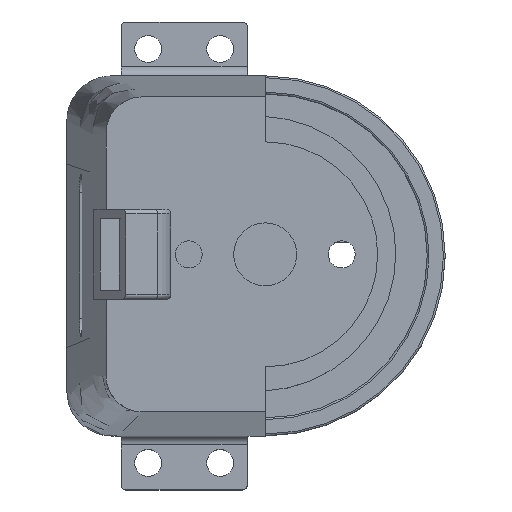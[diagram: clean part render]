
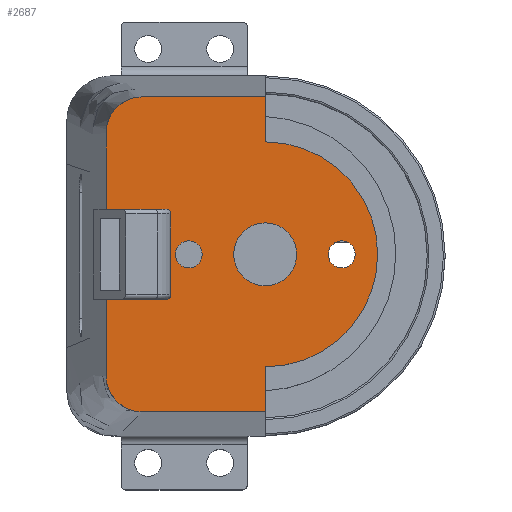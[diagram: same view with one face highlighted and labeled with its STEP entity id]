
A CAD part, top view. The second image highlights one B-rep face of the part: STEP entity #2687.
In plain terms, the highlighted planar face has unit normal (0, 0, 1).
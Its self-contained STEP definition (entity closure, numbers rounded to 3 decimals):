
#146=FACE_BOUND('',#340,.T.);
#147=FACE_BOUND('',#341,.T.);
#148=FACE_BOUND('',#342,.T.);
#149=FACE_BOUND('',#343,.T.);
#186=FACE_OUTER_BOUND('',#339,.T.);
#339=EDGE_LOOP('',(#1840,#1841,#1842,#1843,#1844,#1845,#1846,#1847,#1848,
#1849,#1850,#1851,#1852));
#340=EDGE_LOOP('',(#1853));
#341=EDGE_LOOP('',(#1854));
#342=EDGE_LOOP('',(#1855));
#343=EDGE_LOOP('',(#1856,#1857,#1858,#1859,#1860,#1861));
#521=CIRCLE('',#2870,12.5);
#522=CIRCLE('',#2871,17.5);
#523=CIRCLE('',#2872,4.);
#524=CIRCLE('',#2873,4.);
#525=CIRCLE('',#2874,4.);
#526=CIRCLE('',#2875,4.);
#527=CIRCLE('',#2876,1.5);
#528=CIRCLE('',#2877,1.5);
#529=CIRCLE('',#2878,3.5);
#530=CIRCLE('',#2879,0.5);
#531=CIRCLE('',#2880,0.5);
#642=LINE('',#3918,#888);
#643=LINE('',#3922,#889);
#644=LINE('',#3926,#890);
#645=LINE('',#3930,#891);
#646=LINE('',#3934,#892);
#647=LINE('',#3938,#893);
#648=LINE('',#3941,#894);
#649=LINE('',#3950,#895);
#650=LINE('',#3952,#896);
#651=LINE('',#3954,#897);
#652=LINE('',#3958,#898);
#888=VECTOR('',#3175,10.);
#889=VECTOR('',#3178,10.);
#890=VECTOR('',#3181,10.);
#891=VECTOR('',#3184,10.);
#892=VECTOR('',#3187,10.);
#893=VECTOR('',#3190,10.);
#894=VECTOR('',#3193,10.);
#895=VECTOR('',#3200,10.);
#896=VECTOR('',#3201,10.);
#897=VECTOR('',#3202,10.);
#898=VECTOR('',#3205,10.);
#1138=VERTEX_POINT('',#3916);
#1139=VERTEX_POINT('',#3917);
#1140=VERTEX_POINT('',#3919);
#1141=VERTEX_POINT('',#3921);
#1142=VERTEX_POINT('',#3923);
#1143=VERTEX_POINT('',#3925);
#1144=VERTEX_POINT('',#3927);
#1145=VERTEX_POINT('',#3929);
#1146=VERTEX_POINT('',#3931);
#1147=VERTEX_POINT('',#3933);
#1148=VERTEX_POINT('',#3935);
#1149=VERTEX_POINT('',#3937);
#1150=VERTEX_POINT('',#3939);
#1151=VERTEX_POINT('',#3942);
#1152=VERTEX_POINT('',#3944);
#1153=VERTEX_POINT('',#3946);
#1154=VERTEX_POINT('',#3948);
#1155=VERTEX_POINT('',#3949);
#1156=VERTEX_POINT('',#3951);
#1157=VERTEX_POINT('',#3953);
#1158=VERTEX_POINT('',#3955);
#1159=VERTEX_POINT('',#3957);
#1415=EDGE_CURVE('',#1138,#1139,#642,.T.);
#1416=EDGE_CURVE('',#1140,#1139,#521,.T.);
#1417=EDGE_CURVE('',#1140,#1141,#643,.T.);
#1418=EDGE_CURVE('',#1141,#1142,#522,.T.);
#1419=EDGE_CURVE('',#1142,#1143,#644,.T.);
#1420=EDGE_CURVE('',#1143,#1144,#523,.T.);
#1421=EDGE_CURVE('',#1144,#1145,#645,.T.);
#1422=EDGE_CURVE('',#1146,#1145,#524,.T.);
#1423=EDGE_CURVE('',#1147,#1146,#646,.T.);
#1424=EDGE_CURVE('',#1148,#1147,#525,.T.);
#1425=EDGE_CURVE('',#1148,#1149,#647,.T.);
#1426=EDGE_CURVE('',#1149,#1150,#526,.T.);
#1427=EDGE_CURVE('',#1150,#1138,#648,.T.);
#1428=EDGE_CURVE('',#1151,#1151,#527,.T.);
#1429=EDGE_CURVE('',#1152,#1152,#528,.T.);
#1430=EDGE_CURVE('',#1153,#1153,#529,.T.);
#1431=EDGE_CURVE('',#1154,#1155,#649,.T.);
#1432=EDGE_CURVE('',#1155,#1156,#650,.T.);
#1433=EDGE_CURVE('',#1156,#1157,#651,.T.);
#1434=EDGE_CURVE('',#1158,#1157,#530,.F.);
#1435=EDGE_CURVE('',#1158,#1159,#652,.T.);
#1436=EDGE_CURVE('',#1154,#1159,#531,.F.);
#1840=ORIENTED_EDGE('',*,*,#1415,.T.);
#1841=ORIENTED_EDGE('',*,*,#1416,.F.);
#1842=ORIENTED_EDGE('',*,*,#1417,.T.);
#1843=ORIENTED_EDGE('',*,*,#1418,.T.);
#1844=ORIENTED_EDGE('',*,*,#1419,.T.);
#1845=ORIENTED_EDGE('',*,*,#1420,.T.);
#1846=ORIENTED_EDGE('',*,*,#1421,.T.);
#1847=ORIENTED_EDGE('',*,*,#1422,.F.);
#1848=ORIENTED_EDGE('',*,*,#1423,.F.);
#1849=ORIENTED_EDGE('',*,*,#1424,.F.);
#1850=ORIENTED_EDGE('',*,*,#1425,.T.);
#1851=ORIENTED_EDGE('',*,*,#1426,.T.);
#1852=ORIENTED_EDGE('',*,*,#1427,.T.);
#1853=ORIENTED_EDGE('',*,*,#1428,.T.);
#1854=ORIENTED_EDGE('',*,*,#1429,.T.);
#1855=ORIENTED_EDGE('',*,*,#1430,.F.);
#1856=ORIENTED_EDGE('',*,*,#1431,.T.);
#1857=ORIENTED_EDGE('',*,*,#1432,.T.);
#1858=ORIENTED_EDGE('',*,*,#1433,.T.);
#1859=ORIENTED_EDGE('',*,*,#1434,.F.);
#1860=ORIENTED_EDGE('',*,*,#1435,.T.);
#1861=ORIENTED_EDGE('',*,*,#1436,.F.);
#2605=PLANE('',#2869);
#2687=ADVANCED_FACE('',(#186,#146,#147,#148,#149),#2605,.T.);
#2869=AXIS2_PLACEMENT_3D('',#3915,#3173,#3174);
#2870=AXIS2_PLACEMENT_3D('',#3920,#3176,#3177);
#2871=AXIS2_PLACEMENT_3D('',#3924,#3179,#3180);
#2872=AXIS2_PLACEMENT_3D('',#3928,#3182,#3183);
#2873=AXIS2_PLACEMENT_3D('',#3932,#3185,#3186);
#2874=AXIS2_PLACEMENT_3D('',#3936,#3188,#3189);
#2875=AXIS2_PLACEMENT_3D('',#3940,#3191,#3192);
#2876=AXIS2_PLACEMENT_3D('',#3943,#3194,#3195);
#2877=AXIS2_PLACEMENT_3D('',#3945,#3196,#3197);
#2878=AXIS2_PLACEMENT_3D('',#3947,#3198,#3199);
#2879=AXIS2_PLACEMENT_3D('',#3956,#3203,#3204);
#2880=AXIS2_PLACEMENT_3D('',#3959,#3206,#3207);
#3173=DIRECTION('center_axis',(0.,0.,1.));
#3174=DIRECTION('ref_axis',(1.,0.,0.));
#3175=DIRECTION('',(0.001,1.,0.));
#3176=DIRECTION('center_axis',(0.,0.,-1.));
#3177=DIRECTION('ref_axis',(1.,0.,0.));
#3178=DIRECTION('',(0.,1.,0.));
#3179=DIRECTION('center_axis',(0.,0.,1.));
#3180=DIRECTION('ref_axis',(0.,-1.,0.));
#3181=DIRECTION('',(-1.,0.,0.));
#3182=DIRECTION('center_axis',(0.,0.,1.));
#3183=DIRECTION('ref_axis',(0.,1.,0.));
#3184=DIRECTION('',(0.,-1.,0.));
#3185=DIRECTION('center_axis',(0.,0.,-1.));
#3186=DIRECTION('ref_axis',(0.,1.,0.));
#3187=DIRECTION('',(0.,1.,0.));
#3188=DIRECTION('center_axis',(0.,0.,-1.));
#3189=DIRECTION('ref_axis',(-1.,0.,0.));
#3190=DIRECTION('',(0.,-1.,0.));
#3191=DIRECTION('center_axis',(0.,0.,1.));
#3192=DIRECTION('ref_axis',(-1.,0.,0.));
#3193=DIRECTION('',(1.,0.,0.));
#3194=DIRECTION('center_axis',(0.,0.,-1.));
#3195=DIRECTION('ref_axis',(-1.,0.,0.));
#3196=DIRECTION('center_axis',(0.,0.,-1.));
#3197=DIRECTION('ref_axis',(-1.,0.,0.));
#3198=DIRECTION('center_axis',(0.,0.,1.));
#3199=DIRECTION('ref_axis',(-1.,0.,0.));
#3200=DIRECTION('',(-1.,0.,0.));
#3201=DIRECTION('',(0.,1.,0.));
#3202=DIRECTION('',(1.,0.,0.));
#3203=DIRECTION('center_axis',(0.,0.,-1.));
#3204=DIRECTION('ref_axis',(0.707,0.707,0.));
#3205=DIRECTION('',(0.,-1.,0.));
#3206=DIRECTION('center_axis',(0.,0.,-1.));
#3207=DIRECTION('ref_axis',(0.707,-0.707,0.));
#3915=CARTESIAN_POINT('Origin',(-15.087,0.,
114.38));
#3916=CARTESIAN_POINT('',(0.,-17.5,114.38));
#3917=CARTESIAN_POINT('',(0.006,-12.5,114.38));
#3918=CARTESIAN_POINT('',(0.01,-8.758,114.38));
#3919=CARTESIAN_POINT('',(0.004,12.5,114.38));
#3920=CARTESIAN_POINT('Origin',(0.,0.,114.38));
#3921=CARTESIAN_POINT('',(0.006,17.5,114.38));
#3922=CARTESIAN_POINT('',(0.,0.,114.38));
#3923=CARTESIAN_POINT('',(-0.006,17.5,114.38));
#3924=CARTESIAN_POINT('Origin',(0.,0.,114.38));
#3925=CARTESIAN_POINT('',(-13.677,17.5,114.38));
#3926=CARTESIAN_POINT('',(0.006,17.5,114.38));
#3927=CARTESIAN_POINT('',(-17.677,13.5,114.38));
#3928=CARTESIAN_POINT('Origin',(-13.677,13.5,114.38));
#3929=CARTESIAN_POINT('',(-17.677,8.566,114.38));
#3930=CARTESIAN_POINT('',(-17.677,13.5,114.38));
#3931=CARTESIAN_POINT('',(-17.678,8.504,114.38));
#3932=CARTESIAN_POINT('Origin',(-13.678,8.504,114.38));
#3933=CARTESIAN_POINT('',(-17.678,-8.504,114.38));
#3934=CARTESIAN_POINT('',(-17.678,4.252,114.38));
#3935=CARTESIAN_POINT('',(-17.677,-8.566,114.38));
#3936=CARTESIAN_POINT('Origin',(-13.678,-8.504,114.38));
#3937=CARTESIAN_POINT('',(-17.677,-13.5,114.38));
#3938=CARTESIAN_POINT('',(-17.677,13.5,114.38));
#3939=CARTESIAN_POINT('',(-13.677,-17.5,114.38));
#3940=CARTESIAN_POINT('Origin',(-13.677,-13.5,114.38));
#3941=CARTESIAN_POINT('',(-13.677,-17.5,114.38));
#3942=CARTESIAN_POINT('',(-7.,0.,114.38));
#3943=CARTESIAN_POINT('Origin',(-8.5,0.,114.38));
#3944=CARTESIAN_POINT('',(10.,0.,114.38));
#3945=CARTESIAN_POINT('Origin',(8.5,0.,114.38));
#3946=CARTESIAN_POINT('',(3.5,0.,114.38));
#3947=CARTESIAN_POINT('Origin',(0.,0.,114.38));
#3948=CARTESIAN_POINT('',(-11.,-5.,114.38));
#3949=CARTESIAN_POINT('',(-15.5,-5.,114.38));
#3950=CARTESIAN_POINT('',(-15.293,-5.,114.38));
#3951=CARTESIAN_POINT('',(-15.5,5.,114.38));
#3952=CARTESIAN_POINT('',(-15.5,2.5,114.38));
#3953=CARTESIAN_POINT('',(-11.,5.,114.38));
#3954=CARTESIAN_POINT('',(-12.793,5.,114.38));
#3955=CARTESIAN_POINT('',(-10.5,4.5,114.38));
#3956=CARTESIAN_POINT('Origin',(-11.,4.5,114.38));
#3957=CARTESIAN_POINT('',(-10.5,-4.5,114.38));
#3958=CARTESIAN_POINT('',(-10.5,-2.5,114.38));
#3959=CARTESIAN_POINT('Origin',(-11.,-4.5,114.38));
